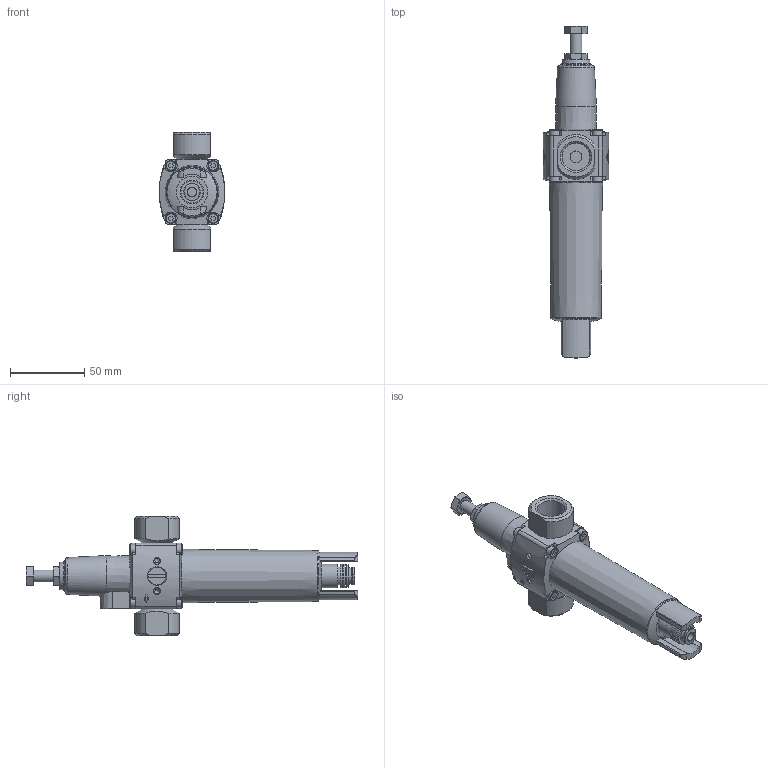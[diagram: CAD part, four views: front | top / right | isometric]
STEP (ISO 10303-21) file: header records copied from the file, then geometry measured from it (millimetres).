
FILE_DESCRIPTION(/* description */ ('STEP AP214'),/* implementation_level */ '2;1');
FILE_NAME(/* name */ '8195722_PCRP-44-G12-12-E-R1-VC-T31',/* time_stamp */ '2024-09-13T16:28:00+02:00',/* author */ ('License CC BY-ND 4.0'),/* organization */ ('CADENAS'),/* preprocessor_version */ 'ST-DEVELOPER v19.3',/* originating_system */ 'PARTsolutions',/* authorisation */ ' ');
FILE_SCHEMA (('AUTOMOTIVE_DESIGN {1 0 10303 214 3 1 1}'));
Length unit declared in the file: millimetre
Products named in the file (6): 8195722 PCRP-44-G12-12-E-R1-VC-T31; 8195722 PCRP-44-G12-12-E-R1-VC-T31---(h); 4872197 PCRP---(s); DIN-439-B - M8(F); 5058551 PCRP-44---(s); 8089427 PCRP-44-G12
Assembly tree (7 placements, depth 2):
  8195722 PCRP-44-G12-12-E-R1-VC-T31
    8195722 PCRP-44-G12-12-E-R1-VC-T31---(h)
    4872197 PCRP---(s)  x2
    DIN-439-B - M8(F)
    5058551 PCRP-44---(s)
    8089427 PCRP-44-G12  x2
Bounding box: 44 x 222.98 x 80 mm (x, y, z)
Volume: 198545.4 mm3; surface area: 42856.8 mm2
Topology: 7 solids, 7 shells, 347 faces, 817 edges, 531 vertices
Faces by surface type: plane 171, cylinder 101, cone 49, torus 24, sphere 2
Full cylindrical faces by diameter (mm): 3.242 x4, 4.8 x1, 5 x2, 6 x1, 6.647 x2, 7 x8, 8 x3, 8.566 x1, 8.64 x2, 8.8 x1, 10.8 x2, 11 x5, 11.445 x4, 11.6 x2, 13.157 x4, 14.84 x1, 15.8 x1, 18.631 x2, 21.2 x1
Entity records: 10576 total; most frequent: CARTESIAN_POINT 1963, DIRECTION 1388, ORIENTED_EDGE 1262, EDGE_CURVE 631, AXIS2_PLACEMENT_3D 552, VERTEX_POINT 464, FACE_BOUND 455, EDGE_LOOP 451
